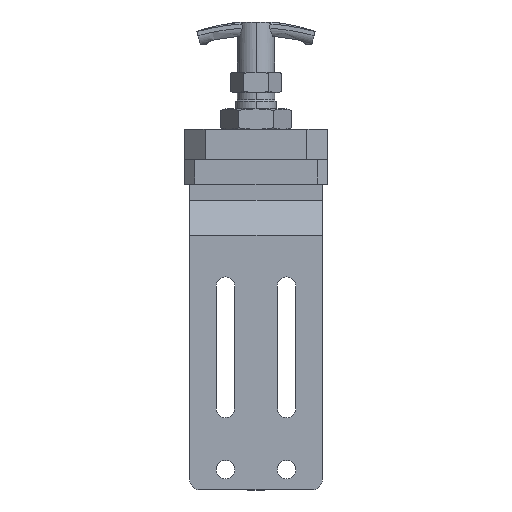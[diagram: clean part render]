
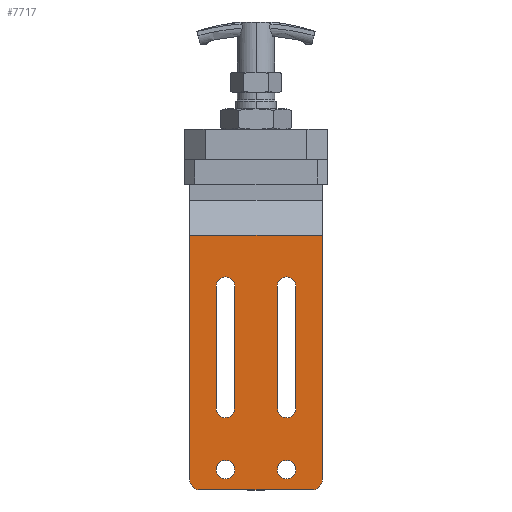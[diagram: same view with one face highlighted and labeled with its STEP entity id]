
A CAD part, top view. The second image highlights one B-rep face of the part: STEP entity #7717.
In plain terms, the highlighted face is planar.
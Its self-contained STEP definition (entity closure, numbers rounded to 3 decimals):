
#9 = VECTOR ( 'NONE', #255, 1000. ) ;
#166 = VERTEX_POINT ( 'NONE', #3794 ) ;
#255 = DIRECTION ( 'NONE',  ( -1., 0., 0. ) ) ;
#266 = DIRECTION ( 'NONE',  ( 0., 1., 0. ) ) ;
#286 = VERTEX_POINT ( 'NONE', #4750 ) ;
#287 = DIRECTION ( 'NONE',  ( 0., -1., 0. ) ) ;
#603 = DIRECTION ( 'NONE',  ( 0., 0., -1. ) ) ;
#605 = CARTESIAN_POINT ( 'NONE',  ( 10.5, 110., 0. ) ) ;
#608 = DIRECTION ( 'NONE',  ( 1., 0., 0. ) ) ;
#679 = LINE ( 'NONE', #4331, #5901 ) ;
#693 = CARTESIAN_POINT ( 'NONE',  ( -10.5, 110., 0. ) ) ;
#699 = CARTESIAN_POINT ( 'NONE',  ( 10.5, 25., 0. ) ) ;
#723 = ORIENTED_EDGE ( 'NONE', *, *, #7770, .F. ) ;
#731 = CARTESIAN_POINT ( 'NONE',  ( 27.5, 145., 0. ) ) ;
#756 = VERTEX_POINT ( 'NONE', #4283 ) ;
#846 = EDGE_CURVE ( 'NONE', #5455, #6051, #6896, .T. ) ;
#950 = CIRCLE ( 'NONE', #1208, 4.5 ) ;
#1028 = CIRCLE ( 'NONE', #6538, 4.5 ) ;
#1109 = CARTESIAN_POINT ( 'NONE',  ( -19.5, 50., 0. ) ) ;
#1124 = DIRECTION ( 'NONE',  ( 1., 0., 0. ) ) ;
#1165 = VECTOR ( 'NONE', #7903, 1000. ) ;
#1208 = AXIS2_PLACEMENT_3D ( 'NONE', #3001, #603, #4251 ) ;
#1221 = ORIENTED_EDGE ( 'NONE', *, *, #5765, .F. ) ;
#1254 = PLANE ( 'NONE',  #3266 ) ;
#1278 = ORIENTED_EDGE ( 'NONE', *, *, #1801, .F. ) ;
#1323 = CARTESIAN_POINT ( 'NONE',  ( 19.5, 140., 0. ) ) ;
#1397 = ORIENTED_EDGE ( 'NONE', *, *, #7916, .F. ) ;
#1440 = CIRCLE ( 'NONE', #7448, 4.5 ) ;
#1459 = LINE ( 'NONE', #5084, #9 ) ;
#1621 = EDGE_LOOP ( 'NONE', ( #6428 ) ) ;
#1672 = ORIENTED_EDGE ( 'NONE', *, *, #2195, .F. ) ;
#1801 = EDGE_CURVE ( 'NONE', #286, #3836, #1440, .T. ) ;
#1807 = CARTESIAN_POINT ( 'NONE',  ( 32.5, 25., 0. ) ) ;
#1849 = VERTEX_POINT ( 'NONE', #4295 ) ;
#1896 = EDGE_CURVE ( 'NONE', #2188, #756, #6954, .T. ) ;
#1897 = DIRECTION ( 'NONE',  ( 0., 0., 1. ) ) ;
#1906 = CARTESIAN_POINT ( 'NONE',  ( -32.5, 25., 0. ) ) ;
#1936 = AXIS2_PLACEMENT_3D ( 'NONE', #731, #1897, #608 ) ;
#1948 = AXIS2_PLACEMENT_3D ( 'NONE', #2303, #4186, #4226 ) ;
#1955 = CARTESIAN_POINT ( 'NONE',  ( -19.5, 25., 0. ) ) ;
#1958 = EDGE_CURVE ( 'NONE', #3836, #5261, #2422, .T. ) ;
#2024 = FACE_OUTER_BOUND ( 'NONE', #7508, .T. ) ;
#2188 = VERTEX_POINT ( 'NONE', #2616 ) ;
#2195 = EDGE_CURVE ( 'NONE', #4208, #2188, #1459, .T. ) ;
#2217 = CIRCLE ( 'NONE', #6703, 4.5 ) ;
#2295 = LINE ( 'NONE', #6590, #5304 ) ;
#2303 = CARTESIAN_POINT ( 'NONE',  ( -27.5, 145., 0. ) ) ;
#2337 = ORIENTED_EDGE ( 'NONE', *, *, #5255, .F. ) ;
#2409 = DIRECTION ( 'NONE',  ( 1., 0., 0. ) ) ;
#2413 = CARTESIAN_POINT ( 'NONE',  ( -15., 140., 0. ) ) ;
#2422 = LINE ( 'NONE', #699, #6690 ) ;
#2467 = EDGE_CURVE ( 'NONE', #3374, #4208, #4370, .T. ) ;
#2507 = EDGE_CURVE ( 'NONE', #2904, #286, #4341, .T. ) ;
#2533 = FACE_BOUND ( 'NONE', #2877, .T. ) ;
#2610 = FACE_BOUND ( 'NONE', #4110, .T. ) ;
#2616 = CARTESIAN_POINT ( 'NONE',  ( -27.5, 150., 0. ) ) ;
#2797 = VERTEX_POINT ( 'NONE', #6138 ) ;
#2805 = CIRCLE ( 'NONE', #3841, 4.5 ) ;
#2819 = ORIENTED_EDGE ( 'NONE', *, *, #2507, .F. ) ;
#2877 = EDGE_LOOP ( 'NONE', ( #1221 ) ) ;
#2904 = VERTEX_POINT ( 'NONE', #3081 ) ;
#2933 = DIRECTION ( 'NONE',  ( 0., 1., 0. ) ) ;
#3001 = CARTESIAN_POINT ( 'NONE',  ( 15., 110., 0. ) ) ;
#3081 = CARTESIAN_POINT ( 'NONE',  ( 19.5, 110., 0. ) ) ;
#3266 = AXIS2_PLACEMENT_3D ( 'NONE', #4425, #5716, #4956 ) ;
#3312 = CARTESIAN_POINT ( 'NONE',  ( -15., 110., 0. ) ) ;
#3354 = DIRECTION ( 'NONE',  ( 1., 0., 0. ) ) ;
#3374 = VERTEX_POINT ( 'NONE', #5708 ) ;
#3393 = VECTOR ( 'NONE', #287, 1000. ) ;
#3546 = ORIENTED_EDGE ( 'NONE', *, *, #1958, .F. ) ;
#3666 = DIRECTION ( 'NONE',  ( 0., 0., -1. ) ) ;
#3794 = CARTESIAN_POINT ( 'NONE',  ( 32.5, 25., 0. ) ) ;
#3827 = LINE ( 'NONE', #6273, #3393 ) ;
#3836 = VERTEX_POINT ( 'NONE', #5805 ) ;
#3841 = AXIS2_PLACEMENT_3D ( 'NONE', #7158, #4116, #3354 ) ;
#4110 = EDGE_LOOP ( 'NONE', ( #3546, #1278, #2819, #1397 ) ) ;
#4116 = DIRECTION ( 'NONE',  ( 0., 0., -1. ) ) ;
#4149 = DIRECTION ( 'NONE',  ( 0., 0., -1. ) ) ;
#4186 = DIRECTION ( 'NONE',  ( 0., 0., 1. ) ) ;
#4208 = VERTEX_POINT ( 'NONE', #6277 ) ;
#4226 = DIRECTION ( 'NONE',  ( 1., 0., 0. ) ) ;
#4251 = DIRECTION ( 'NONE',  ( 1., 0., 0. ) ) ;
#4283 = CARTESIAN_POINT ( 'NONE',  ( -32.5, 145., 0. ) ) ;
#4295 = CARTESIAN_POINT ( 'NONE',  ( -10.5, 140., 0. ) ) ;
#4331 = CARTESIAN_POINT ( 'NONE',  ( -10.5, 25., 0. ) ) ;
#4341 = LINE ( 'NONE', #6790, #1165 ) ;
#4346 = ORIENTED_EDGE ( 'NONE', *, *, #5302, .F. ) ;
#4370 = CIRCLE ( 'NONE', #1936, 5. ) ;
#4425 = CARTESIAN_POINT ( 'NONE',  ( 32.5, 25., 0. ) ) ;
#4507 = FACE_BOUND ( 'NONE', #7412, .T. ) ;
#4664 = DIRECTION ( 'NONE',  ( 0., 0., -1. ) ) ;
#4718 = DIRECTION ( 'NONE',  ( 1., 0., 0. ) ) ;
#4750 = CARTESIAN_POINT ( 'NONE',  ( 19.5, 50., 0. ) ) ;
#4854 = ORIENTED_EDGE ( 'NONE', *, *, #5089, .F. ) ;
#4956 = DIRECTION ( 'NONE',  ( 1., 0., 0. ) ) ;
#5001 = CARTESIAN_POINT ( 'NONE',  ( -19.5, 110., 0. ) ) ;
#5084 = CARTESIAN_POINT ( 'NONE',  ( 32.5, 150., 0. ) ) ;
#5089 = EDGE_CURVE ( 'NONE', #7681, #2797, #679, .T. ) ;
#5255 = EDGE_CURVE ( 'NONE', #2797, #5455, #1028, .T. ) ;
#5261 = VERTEX_POINT ( 'NONE', #605 ) ;
#5302 = EDGE_CURVE ( 'NONE', #6040, #166, #5429, .T. ) ;
#5304 = VECTOR ( 'NONE', #2933, 1000. ) ;
#5360 = DIRECTION ( 'NONE',  ( 1., 0., 0. ) ) ;
#5429 = LINE ( 'NONE', #1807, #7424 ) ;
#5455 = VERTEX_POINT ( 'NONE', #1109 ) ;
#5471 = CARTESIAN_POINT ( 'NONE',  ( -15., 50., 0. ) ) ;
#5607 = VECTOR ( 'NONE', #266, 1000. ) ;
#5708 = CARTESIAN_POINT ( 'NONE',  ( 32.5, 145., 0. ) ) ;
#5716 = DIRECTION ( 'NONE',  ( 0., 0., 1. ) ) ;
#5754 = ORIENTED_EDGE ( 'NONE', *, *, #6471, .F. ) ;
#5761 = DIRECTION ( 'NONE',  ( 1., 0., 0. ) ) ;
#5765 = EDGE_CURVE ( 'NONE', #7334, #7334, #2805, .T. ) ;
#5805 = CARTESIAN_POINT ( 'NONE',  ( 10.5, 50., 0. ) ) ;
#5901 = VECTOR ( 'NONE', #6782, 1000. ) ;
#5920 = ORIENTED_EDGE ( 'NONE', *, *, #846, .F. ) ;
#6040 = VERTEX_POINT ( 'NONE', #1906 ) ;
#6051 = VERTEX_POINT ( 'NONE', #5001 ) ;
#6138 = CARTESIAN_POINT ( 'NONE',  ( -10.5, 50., 0. ) ) ;
#6196 = DIRECTION ( 'NONE',  ( 0., 1., 0. ) ) ;
#6206 = AXIS2_PLACEMENT_3D ( 'NONE', #3312, #4664, #5761 ) ;
#6217 = EDGE_CURVE ( 'NONE', #6051, #7681, #6718, .T. ) ;
#6273 = CARTESIAN_POINT ( 'NONE',  ( -32.5, 25., 0. ) ) ;
#6277 = CARTESIAN_POINT ( 'NONE',  ( 27.5, 150., 0. ) ) ;
#6428 = ORIENTED_EDGE ( 'NONE', *, *, #6459, .F. ) ;
#6459 = EDGE_CURVE ( 'NONE', #1849, #1849, #2217, .T. ) ;
#6471 = EDGE_CURVE ( 'NONE', #166, #3374, #2295, .T. ) ;
#6538 = AXIS2_PLACEMENT_3D ( 'NONE', #5471, #6584, #2409 ) ;
#6584 = DIRECTION ( 'NONE',  ( 0., 0., -1. ) ) ;
#6590 = CARTESIAN_POINT ( 'NONE',  ( 32.5, 25., 0. ) ) ;
#6682 = ORIENTED_EDGE ( 'NONE', *, *, #1896, .F. ) ;
#6690 = VECTOR ( 'NONE', #6196, 1000. ) ;
#6703 = AXIS2_PLACEMENT_3D ( 'NONE', #2413, #3666, #5360 ) ;
#6718 = CIRCLE ( 'NONE', #6206, 4.5 ) ;
#6782 = DIRECTION ( 'NONE',  ( 0., -1., 0. ) ) ;
#6790 = CARTESIAN_POINT ( 'NONE',  ( 19.5, 25., 0. ) ) ;
#6896 = LINE ( 'NONE', #1955, #5607 ) ;
#6954 = CIRCLE ( 'NONE', #1948, 5. ) ;
#7015 = ORIENTED_EDGE ( 'NONE', *, *, #6217, .F. ) ;
#7158 = CARTESIAN_POINT ( 'NONE',  ( 15., 140., 0. ) ) ;
#7196 = CARTESIAN_POINT ( 'NONE',  ( 15., 50., 0. ) ) ;
#7333 = ORIENTED_EDGE ( 'NONE', *, *, #2467, .F. ) ;
#7334 = VERTEX_POINT ( 'NONE', #1323 ) ;
#7412 = EDGE_LOOP ( 'NONE', ( #5920, #2337, #4854, #7015 ) ) ;
#7424 = VECTOR ( 'NONE', #1124, 1000. ) ;
#7448 = AXIS2_PLACEMENT_3D ( 'NONE', #7196, #4149, #4718 ) ;
#7508 = EDGE_LOOP ( 'NONE', ( #6682, #1672, #7333, #5754, #4346, #723 ) ) ;
#7547 = FACE_BOUND ( 'NONE', #1621, .T. ) ;
#7681 = VERTEX_POINT ( 'NONE', #693 ) ;
#7717 = ADVANCED_FACE ( 'NONE', ( #2610, #2024, #4507, #7547, #2533 ), #1254, .F. ) ;
#7770 = EDGE_CURVE ( 'NONE', #756, #6040, #3827, .T. ) ;
#7903 = DIRECTION ( 'NONE',  ( 0., -1., 0. ) ) ;
#7916 = EDGE_CURVE ( 'NONE', #5261, #2904, #950, .T. ) ;
